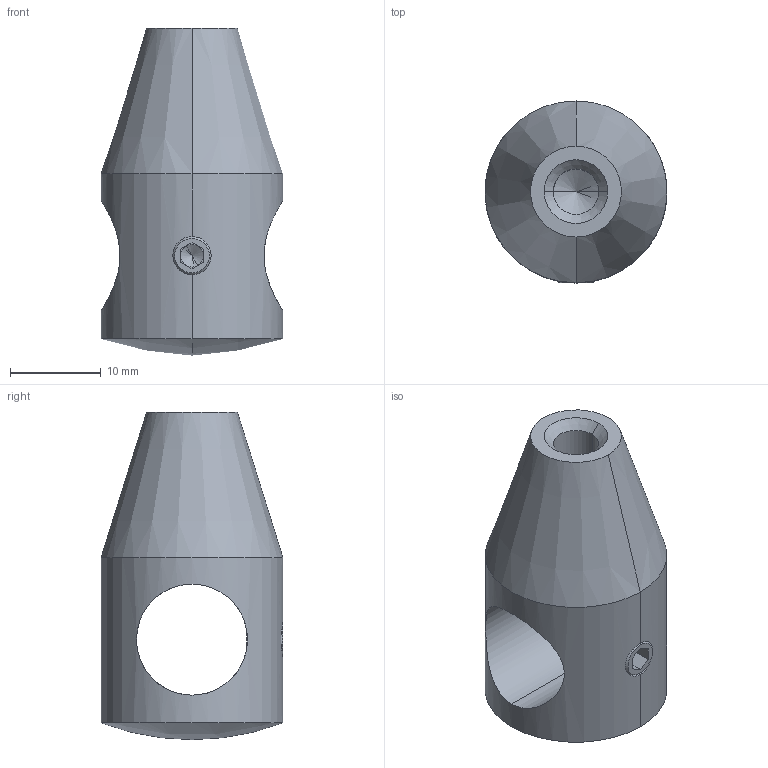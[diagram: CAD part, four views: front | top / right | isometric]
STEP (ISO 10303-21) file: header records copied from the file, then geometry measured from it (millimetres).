
FILE_DESCRIPTION (( 'STEP AP203' ), '1' );
FILE_NAME ('50437-240.step', '2020-10-07T09:12:38', ( '' ), ( '' ), 'SwSTEP 2.0', 'SolidWorks 2018', '' );
FILE_SCHEMA (( 'CONFIG_CONTROL_DESIGN' ));
Length unit declared in the file: millimetre
Products named in the file (6): 50437-240; DIN913_DIN 913 M5x4; 5043X-240 Teil1_50437-240 Teil1; 5043X-240 Teil1; DIN913
Assembly tree (3 placements, depth 2):
  50437-240
    DIN913
  50437-240
    5043X-240 Teil1_50437-240 Teil1
    DIN913_DIN 913 M5x4
  5043X-240 Teil1
Bounding box: 20 x 20 x 36 mm (x, y, z)
Volume: 6370.4 mm3; surface area: 3167.2 mm2
Topology: 2 solids, 2 shells, 268 faces, 725 edges, 467 vertices
Faces by surface type: plane 120, bspline 94, cylinder 40, cone 12, sphere 2
Entity records: 14041 total; most frequent: CARTESIAN_POINT 7430, ORIENTED_EDGE 1440, DIRECTION 972, EDGE_CURVE 720, VERTEX_POINT 465, VECTOR 362, LINE 362, AXIS2_PLACEMENT_3D 305
